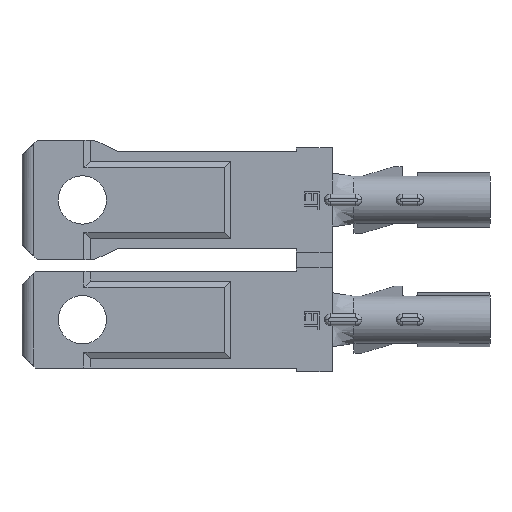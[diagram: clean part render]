
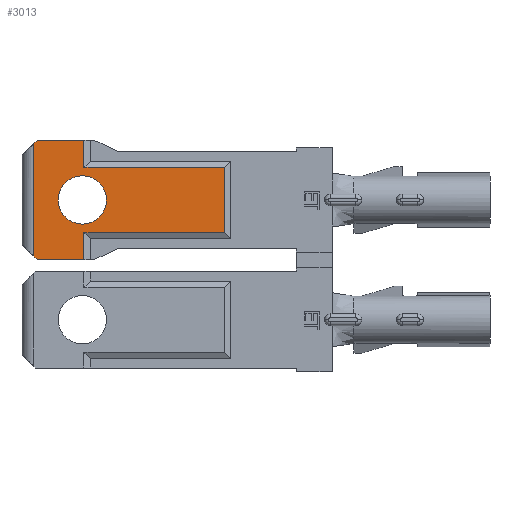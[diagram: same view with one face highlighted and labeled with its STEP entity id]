
A CAD part, front view. The second image highlights one B-rep face of the part: STEP entity #3013.
In plain terms, the highlighted planar face has unit normal (0, -1, 0).
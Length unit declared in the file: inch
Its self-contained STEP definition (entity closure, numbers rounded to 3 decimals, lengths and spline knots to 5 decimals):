
#1 = DIRECTION ( 'NONE',  ( 0., 0., 1. ) ) ;
#122 = VERTEX_POINT ( 'NONE', #5299 ) ;
#129 = LINE ( 'NONE', #13266, #11078 ) ;
#306 = VECTOR ( 'NONE', #8493, 39.37008 ) ;
#310 = CARTESIAN_POINT ( 'NONE',  ( 0.49341, -0.03, -0.08441 ) ) ;
#513 = VERTEX_POINT ( 'NONE', #7829 ) ;
#523 = LINE ( 'NONE', #13188, #11811 ) ;
#635 = EDGE_CURVE ( 'NONE', #6312, #1105, #11164, .T. ) ;
#811 = DIRECTION ( 'NONE',  ( 1., 0., 0. ) ) ;
#940 = VECTOR ( 'NONE', #2238, 39.37008 ) ;
#1105 = VERTEX_POINT ( 'NONE', #310 ) ;
#1141 = CARTESIAN_POINT ( 'NONE',  ( 0.13041, -0.03, 0.155 ) ) ;
#1209 = DIRECTION ( 'NONE',  ( 1., 0., 0. ) ) ;
#1315 = CARTESIAN_POINT ( 'NONE',  ( 0.126, -0.03, 0. ) ) ;
#1338 = EDGE_CURVE ( 'NONE', #2472, #6312, #5129, .T. ) ;
#1478 = EDGE_CURVE ( 'NONE', #513, #1105, #523, .T. ) ;
#1488 = DIRECTION ( 'NONE',  ( -0.707, 0., -0.707 ) ) ;
#1506 = LINE ( 'NONE', #8242, #4416 ) ;
#1558 = EDGE_CURVE ( 'NONE', #3835, #4296, #5313, .T. ) ;
#1653 = FACE_OUTER_BOUND ( 'NONE', #2861, .T. ) ;
#2043 = AXIS2_PLACEMENT_3D ( 'NONE', #1315, #8933, #2420 ) ;
#2117 = ORIENTED_EDGE ( 'NONE', *, *, #1338, .F. ) ;
#2145 = ORIENTED_EDGE ( 'NONE', *, *, #4282, .F. ) ;
#2238 = DIRECTION ( 'NONE',  ( 0., 0., -1. ) ) ;
#2420 = DIRECTION ( 'NONE',  ( 0., 0., 1. ) ) ;
#2472 = VERTEX_POINT ( 'NONE', #13097 ) ;
#2668 = CIRCLE ( 'NONE', #7916, 0.0625 ) ;
#2756 = VERTEX_POINT ( 'NONE', #10422 ) ;
#2861 = EDGE_LOOP ( 'NONE', ( #2907, #9081, #2117, #6311, #2145, #14158, #4959, #10729, #6964, #8260 ) ) ;
#2907 = ORIENTED_EDGE ( 'NONE', *, *, #1478, .T. ) ;
#3013 = ADVANCED_FACE ( 'NONE', ( #9673, #1653 ), #12013, .F. ) ;
#3079 = CARTESIAN_POINT ( 'NONE',  ( 0.01, -0.03, -0.155 ) ) ;
#3787 = VECTOR ( 'NONE', #1488, 39.37008 ) ;
#3819 = EDGE_CURVE ( 'NONE', #4296, #3835, #2668, .T. ) ;
#3835 = VERTEX_POINT ( 'NONE', #6319 ) ;
#3865 = CARTESIAN_POINT ( 'NONE',  ( 0., -0.03, 0.145 ) ) ;
#3912 = DIRECTION ( 'NONE',  ( 0., 0., -1. ) ) ;
#4008 = LINE ( 'NONE', #9252, #6230 ) ;
#4104 = CARTESIAN_POINT ( 'NONE',  ( 0.126, -0.03, -0.0625 ) ) ;
#4114 = CARTESIAN_POINT ( 'NONE',  ( 0.126, -0.03, 0. ) ) ;
#4162 = EDGE_CURVE ( 'NONE', #122, #2472, #4008, .T. ) ;
#4282 = EDGE_CURVE ( 'NONE', #10960, #122, #13606, .T. ) ;
#4296 = VERTEX_POINT ( 'NONE', #4104 ) ;
#4301 = EDGE_LOOP ( 'NONE', ( #8370, #5293 ) ) ;
#4416 = VECTOR ( 'NONE', #13765, 39.37008 ) ;
#4860 = VECTOR ( 'NONE', #811, 39.37008 ) ;
#4959 = ORIENTED_EDGE ( 'NONE', *, *, #8273, .T. ) ;
#5129 = LINE ( 'NONE', #11561, #13552 ) ;
#5213 = DIRECTION ( 'NONE',  ( 0., 0., 1. ) ) ;
#5293 = ORIENTED_EDGE ( 'NONE', *, *, #3819, .T. ) ;
#5299 = CARTESIAN_POINT ( 'NONE',  ( 0.13041, -0.03, 0.155 ) ) ;
#5313 = CIRCLE ( 'NONE', #2043, 0.0625 ) ;
#5327 = VERTEX_POINT ( 'NONE', #3865 ) ;
#5340 = VECTOR ( 'NONE', #3912, 39.37008 ) ;
#5463 = CARTESIAN_POINT ( 'NONE',  ( 0., -0.03, 0.155 ) ) ;
#5685 = EDGE_CURVE ( 'NONE', #10960, #5327, #12508, .T. ) ;
#6230 = VECTOR ( 'NONE', #8207, 39.37008 ) ;
#6311 = ORIENTED_EDGE ( 'NONE', *, *, #4162, .F. ) ;
#6312 = VERTEX_POINT ( 'NONE', #8948 ) ;
#6319 = CARTESIAN_POINT ( 'NONE',  ( 0.126, -0.03, 0.0625 ) ) ;
#6452 = LINE ( 'NONE', #3079, #306 ) ;
#6550 = DIRECTION ( 'NONE',  ( 0., 1., 0. ) ) ;
#6620 = DIRECTION ( 'NONE',  ( 1., 0., 0. ) ) ;
#6964 = ORIENTED_EDGE ( 'NONE', *, *, #8397, .T. ) ;
#7073 = LINE ( 'NONE', #1141, #940 ) ;
#7768 = EDGE_CURVE ( 'NONE', #2756, #13269, #6452, .T. ) ;
#7829 = CARTESIAN_POINT ( 'NONE',  ( 0.13041, -0.03, -0.08441 ) ) ;
#7916 = AXIS2_PLACEMENT_3D ( 'NONE', #4114, #11767, #5213 ) ;
#8000 = AXIS2_PLACEMENT_3D ( 'NONE', #5463, #6550, #1 ) ;
#8207 = DIRECTION ( 'NONE',  ( 0., 0., -1. ) ) ;
#8242 = CARTESIAN_POINT ( 'NONE',  ( 0., -0.03, 0.155 ) ) ;
#8260 = ORIENTED_EDGE ( 'NONE', *, *, #9801, .F. ) ;
#8273 = EDGE_CURVE ( 'NONE', #5327, #2756, #1506, .T. ) ;
#8370 = ORIENTED_EDGE ( 'NONE', *, *, #1558, .T. ) ;
#8397 = EDGE_CURVE ( 'NONE', #13269, #9393, #129, .T. ) ;
#8437 = CARTESIAN_POINT ( 'NONE',  ( 0., -0.03, 0.155 ) ) ;
#8493 = DIRECTION ( 'NONE',  ( 0.707, 0., -0.707 ) ) ;
#8933 = DIRECTION ( 'NONE',  ( 0., 1., 0. ) ) ;
#8948 = CARTESIAN_POINT ( 'NONE',  ( 0.49341, -0.03, 0.08441 ) ) ;
#9081 = ORIENTED_EDGE ( 'NONE', *, *, #635, .F. ) ;
#9252 = CARTESIAN_POINT ( 'NONE',  ( 0.13041, -0.03, 0.155 ) ) ;
#9393 = VERTEX_POINT ( 'NONE', #13541 ) ;
#9673 = FACE_BOUND ( 'NONE', #4301, .T. ) ;
#9801 = EDGE_CURVE ( 'NONE', #513, #9393, #7073, .T. ) ;
#9922 = CARTESIAN_POINT ( 'NONE',  ( 0.01, -0.03, -0.155 ) ) ;
#10422 = CARTESIAN_POINT ( 'NONE',  ( 0., -0.03, -0.145 ) ) ;
#10506 = CARTESIAN_POINT ( 'NONE',  ( 0.49341, -0.03, 0.1 ) ) ;
#10728 = DIRECTION ( 'NONE',  ( 1., 0., 0. ) ) ;
#10729 = ORIENTED_EDGE ( 'NONE', *, *, #7768, .T. ) ;
#10960 = VERTEX_POINT ( 'NONE', #12879 ) ;
#11078 = VECTOR ( 'NONE', #1209, 39.37008 ) ;
#11164 = LINE ( 'NONE', #10506, #5340 ) ;
#11561 = CARTESIAN_POINT ( 'NONE',  ( 0.11121, -0.03, 0.08441 ) ) ;
#11767 = DIRECTION ( 'NONE',  ( 0., 1., 0. ) ) ;
#11811 = VECTOR ( 'NONE', #6620, 39.37008 ) ;
#12013 = PLANE ( 'NONE',  #8000 ) ;
#12508 = LINE ( 'NONE', #13457, #3787 ) ;
#12879 = CARTESIAN_POINT ( 'NONE',  ( 0.01, -0.03, 0.155 ) ) ;
#13097 = CARTESIAN_POINT ( 'NONE',  ( 0.13041, -0.03, 0.08441 ) ) ;
#13188 = CARTESIAN_POINT ( 'NONE',  ( 0.11121, -0.03, -0.08441 ) ) ;
#13266 = CARTESIAN_POINT ( 'NONE',  ( 0., -0.03, -0.155 ) ) ;
#13269 = VERTEX_POINT ( 'NONE', #9922 ) ;
#13457 = CARTESIAN_POINT ( 'NONE',  ( 0.01, -0.03, 0.155 ) ) ;
#13541 = CARTESIAN_POINT ( 'NONE',  ( 0.13041, -0.03, -0.155 ) ) ;
#13552 = VECTOR ( 'NONE', #10728, 39.37008 ) ;
#13606 = LINE ( 'NONE', #8437, #4860 ) ;
#13765 = DIRECTION ( 'NONE',  ( 0., 0., -1. ) ) ;
#14158 = ORIENTED_EDGE ( 'NONE', *, *, #5685, .T. ) ;
